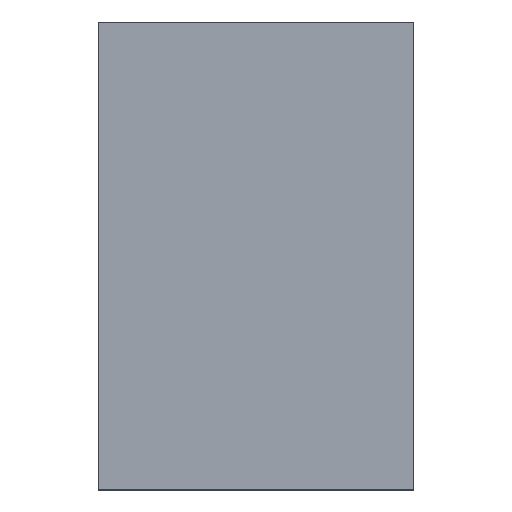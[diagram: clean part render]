
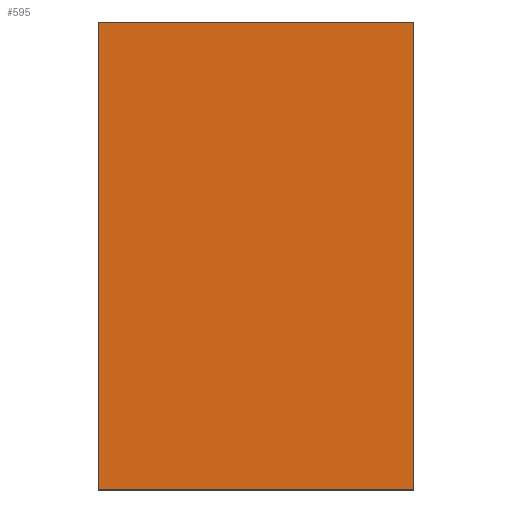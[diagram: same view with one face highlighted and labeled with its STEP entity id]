
A CAD part, top view. The second image highlights one B-rep face of the part: STEP entity #595.
In plain terms, the highlighted planar face has unit normal (0, 0, 1).
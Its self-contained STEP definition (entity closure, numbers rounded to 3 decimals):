
#119=FACE_OUTER_BOUND('',#177,.T.);
#177=EDGE_LOOP('',(#409,#410,#411,#412));
#235=LINE('',#1002,#260);
#236=LINE('',#1004,#261);
#237=LINE('',#1006,#262);
#238=LINE('',#1007,#263);
#260=VECTOR('',#781,10.);
#261=VECTOR('',#782,10.);
#262=VECTOR('',#783,10.);
#263=VECTOR('',#784,10.);
#285=VERTEX_POINT('',#1000);
#286=VERTEX_POINT('',#1001);
#287=VERTEX_POINT('',#1003);
#288=VERTEX_POINT('',#1005);
#332=EDGE_CURVE('',#285,#286,#235,.T.);
#333=EDGE_CURVE('',#286,#287,#236,.T.);
#334=EDGE_CURVE('',#287,#288,#237,.T.);
#335=EDGE_CURVE('',#288,#285,#238,.T.);
#409=ORIENTED_EDGE('',*,*,#332,.T.);
#410=ORIENTED_EDGE('',*,*,#333,.T.);
#411=ORIENTED_EDGE('',*,*,#334,.T.);
#412=ORIENTED_EDGE('',*,*,#335,.T.);
#563=PLANE('',#680);
#595=ADVANCED_FACE('',(#119),#563,.T.);
#680=AXIS2_PLACEMENT_3D('',#999,#779,#780);
#779=DIRECTION('center_axis',(0.,0.,1.));
#780=DIRECTION('ref_axis',(1.,0.,0.));
#781=DIRECTION('',(1.,0.,0.));
#782=DIRECTION('',(0.,1.,0.));
#783=DIRECTION('',(-1.,0.,0.));
#784=DIRECTION('',(0.,-1.,0.));
#999=CARTESIAN_POINT('Origin',(0.,0.,0.64));
#1000=CARTESIAN_POINT('',(-0.758,-1.125,0.64));
#1001=CARTESIAN_POINT('',(0.758,-1.125,0.64));
#1002=CARTESIAN_POINT('',(0.758,-1.125,0.64));
#1003=CARTESIAN_POINT('',(0.758,1.125,0.64));
#1004=CARTESIAN_POINT('',(0.758,1.125,0.64));
#1005=CARTESIAN_POINT('',(-0.758,1.125,0.64));
#1006=CARTESIAN_POINT('',(-0.758,1.125,0.64));
#1007=CARTESIAN_POINT('',(-0.758,-1.125,0.64));
